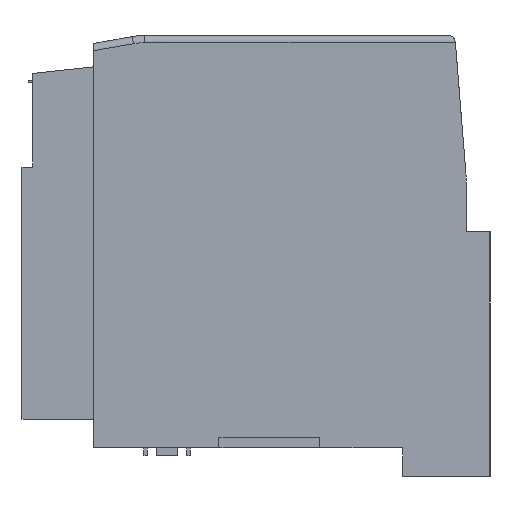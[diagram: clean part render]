
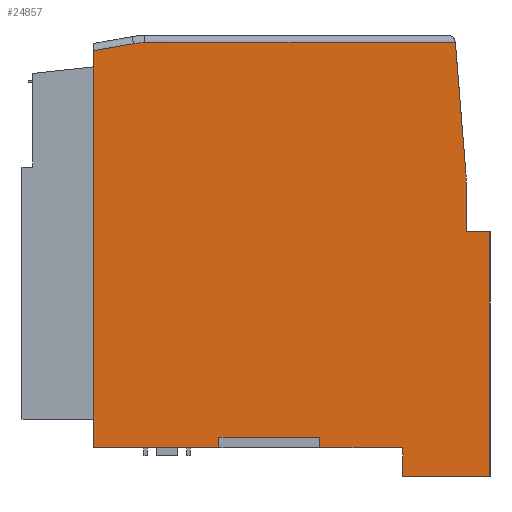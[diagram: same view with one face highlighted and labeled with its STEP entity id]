
A CAD part, left-side view. The second image highlights one B-rep face of the part: STEP entity #24857.
In plain terms, the highlighted planar face has unit normal (-1, 0, 0).
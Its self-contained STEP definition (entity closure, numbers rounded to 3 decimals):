
#102 = CARTESIAN_POINT ( 'NONE',  ( -44.35, -5.95, 36.791 ) ) ;
#245 = DIRECTION ( 'NONE',  ( 0., 1., 0. ) ) ;
#510 = VERTEX_POINT ( 'NONE', #8332 ) ;
#610 = FACE_OUTER_BOUND ( 'NONE', #20886, .T. ) ;
#691 = VERTEX_POINT ( 'NONE', #18156 ) ;
#707 = VECTOR ( 'NONE', #27960, 1000. ) ;
#818 = CARTESIAN_POINT ( 'NONE',  ( -44.35, -5.55, 1.5 ) ) ;
#920 = VECTOR ( 'NONE', #19412, 1000. ) ;
#929 = VERTEX_POINT ( 'NONE', #7594 ) ;
#1213 = CARTESIAN_POINT ( 'NONE',  ( -44.35, 25.95, 57.35 ) ) ;
#1265 = ORIENTED_EDGE ( 'NONE', *, *, #10645, .F. ) ;
#1423 = CARTESIAN_POINT ( 'NONE',  ( -44.35, 8.45, 0. ) ) ;
#1448 = CARTESIAN_POINT ( 'NONE',  ( -44.35, 18.784, 47.35 ) ) ;
#2005 = LINE ( 'NONE', #1213, #19566 ) ;
#2080 = EDGE_CURVE ( 'NONE', #4079, #510, #6844, .T. ) ;
#2087 = LINE ( 'NONE', #15403, #14329 ) ;
#2432 = DIRECTION ( 'NONE',  ( 0., 0., -1. ) ) ;
#2542 = CARTESIAN_POINT ( 'NONE',  ( -44.35, 8.45, 1.5 ) ) ;
#2562 = CIRCLE ( 'NONE', #20498, 9. ) ;
#2633 = CARTESIAN_POINT ( 'NONE',  ( -44.35, -29.25, 30.05 ) ) ;
#2776 = CARTESIAN_POINT ( 'NONE',  ( -44.35, 20.332, 56.216 ) ) ;
#3125 = CARTESIAN_POINT ( 'NONE',  ( -44.35, -25.95, 0. ) ) ;
#3182 = EDGE_CURVE ( 'NONE', #691, #929, #5237, .T. ) ;
#3276 = EDGE_CURVE ( 'NONE', #3593, #4379, #7062, .T. ) ;
#3593 = VERTEX_POINT ( 'NONE', #6910 ) ;
#3774 = DIRECTION ( 'NONE',  ( 0., 0., -1. ) ) ;
#3877 = DIRECTION ( 'NONE',  ( 0., 0., -1. ) ) ;
#4005 = ORIENTED_EDGE ( 'NONE', *, *, #2080, .F. ) ;
#4050 = DIRECTION ( 'NONE',  ( 0., 1., 0. ) ) ;
#4079 = VERTEX_POINT ( 'NONE', #7002 ) ;
#4379 = VERTEX_POINT ( 'NONE', #1423 ) ;
#4828 = ORIENTED_EDGE ( 'NONE', *, *, #17160, .F. ) ;
#5163 = CARTESIAN_POINT ( 'NONE',  ( -44.35, -17.09, -4. ) ) ;
#5237 = LINE ( 'NONE', #3125, #16716 ) ;
#5272 = CARTESIAN_POINT ( 'NONE',  ( -44.35, 8.45, 1.5 ) ) ;
#5414 = EDGE_CURVE ( 'NONE', #16283, #18112, #20664, .T. ) ;
#5613 = DIRECTION ( 'NONE',  ( 0., 1., 0. ) ) ;
#6107 = EDGE_CURVE ( 'NONE', #4079, #22518, #8144, .T. ) ;
#6158 = CARTESIAN_POINT ( 'NONE',  ( -44.35, -29.25, 30.05 ) ) ;
#6501 = CARTESIAN_POINT ( 'NONE',  ( -44.35, 18.784, 56.35 ) ) ;
#6669 = AXIS2_PLACEMENT_3D ( 'NONE', #102, #16144, #2432 ) ;
#6722 = EDGE_CURVE ( 'NONE', #7070, #691, #2087, .T. ) ;
#6844 = LINE ( 'NONE', #14334, #707 ) ;
#6910 = CARTESIAN_POINT ( 'NONE',  ( -44.35, 25.95, 0. ) ) ;
#7002 = CARTESIAN_POINT ( 'NONE',  ( -44.35, -24.431, 56.35 ) ) ;
#7062 = LINE ( 'NONE', #10282, #920 ) ;
#7070 = VERTEX_POINT ( 'NONE', #818 ) ;
#7209 = EDGE_CURVE ( 'NONE', #15961, #3593, #2005, .T. ) ;
#7594 = CARTESIAN_POINT ( 'NONE',  ( -44.35, -17.09, 0. ) ) ;
#7765 = DIRECTION ( 'NONE',  ( 0., -1., 0. ) ) ;
#7843 = VECTOR ( 'NONE', #245, 1000. ) ;
#8144 = LINE ( 'NONE', #19323, #20255 ) ;
#8225 = VECTOR ( 'NONE', #9729, 1000. ) ;
#8301 = ORIENTED_EDGE ( 'NONE', *, *, #8792, .T. ) ;
#8332 = CARTESIAN_POINT ( 'NONE',  ( -44.35, -25.885, 38.406 ) ) ;
#8543 = ORIENTED_EDGE ( 'NONE', *, *, #24882, .F. ) ;
#8591 = EDGE_CURVE ( 'NONE', #12681, #18112, #28325, .T. ) ;
#8772 = ORIENTED_EDGE ( 'NONE', *, *, #3276, .T. ) ;
#8792 = EDGE_CURVE ( 'NONE', #22518, #14996, #2562, .T. ) ;
#8857 = ORIENTED_EDGE ( 'NONE', *, *, #6107, .T. ) ;
#9321 = ORIENTED_EDGE ( 'NONE', *, *, #25154, .F. ) ;
#9658 = CARTESIAN_POINT ( 'NONE',  ( -44.35, -29.25, -4. ) ) ;
#9729 = DIRECTION ( 'NONE',  ( 0., 0., -1. ) ) ;
#10111 = CARTESIAN_POINT ( 'NONE',  ( -44.35, -25.95, 57.35 ) ) ;
#10282 = CARTESIAN_POINT ( 'NONE',  ( -44.35, -25.95, 0. ) ) ;
#10503 = VECTOR ( 'NONE', #17161, 1000. ) ;
#10645 = EDGE_CURVE ( 'NONE', #18204, #11463, #13917, .T. ) ;
#10779 = CIRCLE ( 'NONE', #6669, 20. ) ;
#10792 = ORIENTED_EDGE ( 'NONE', *, *, #21562, .T. ) ;
#10815 = DIRECTION ( 'NONE',  ( 1., 0., 0. ) ) ;
#10845 = AXIS2_PLACEMENT_3D ( 'NONE', #24466, #10815, #26742 ) ;
#10886 = VECTOR ( 'NONE', #27878, 1000. ) ;
#11200 = LINE ( 'NONE', #14889, #10503 ) ;
#11463 = VERTEX_POINT ( 'NONE', #20099 ) ;
#11731 = CARTESIAN_POINT ( 'NONE',  ( -44.35, -17.09, -4. ) ) ;
#11744 = VECTOR ( 'NONE', #21203, 1000. ) ;
#12324 = VERTEX_POINT ( 'NONE', #2542 ) ;
#12412 = DIRECTION ( 'NONE',  ( 0., 0., -1. ) ) ;
#12681 = VERTEX_POINT ( 'NONE', #6158 ) ;
#13016 = PLANE ( 'NONE',  #10845 ) ;
#13906 = VECTOR ( 'NONE', #4050, 1000. ) ;
#13917 = LINE ( 'NONE', #11731, #7843 ) ;
#14329 = VECTOR ( 'NONE', #3877, 1000. ) ;
#14334 = CARTESIAN_POINT ( 'NONE',  ( -44.35, -24.35, 57.35 ) ) ;
#14338 = CARTESIAN_POINT ( 'NONE',  ( -44.35, -29.25, 30.05 ) ) ;
#14889 = CARTESIAN_POINT ( 'NONE',  ( -44.35, -24.773, 64.091 ) ) ;
#14996 = VERTEX_POINT ( 'NONE', #2776 ) ;
#15195 = ORIENTED_EDGE ( 'NONE', *, *, #8591, .T. ) ;
#15403 = CARTESIAN_POINT ( 'NONE',  ( -44.35, -5.55, 1.5 ) ) ;
#15961 = VERTEX_POINT ( 'NONE', #23463 ) ;
#16144 = DIRECTION ( 'NONE',  ( -1., 0., 0. ) ) ;
#16283 = VERTEX_POINT ( 'NONE', #18224 ) ;
#16716 = VECTOR ( 'NONE', #7765, 1000. ) ;
#17160 = EDGE_CURVE ( 'NONE', #12324, #4379, #24322, .T. ) ;
#17161 = DIRECTION ( 'NONE',  ( 0., 0.985, -0.172 ) ) ;
#17347 = ORIENTED_EDGE ( 'NONE', *, *, #7209, .T. ) ;
#17467 = DIRECTION ( 'NONE',  ( -1., 0., 0. ) ) ;
#18112 = VERTEX_POINT ( 'NONE', #25607 ) ;
#18156 = CARTESIAN_POINT ( 'NONE',  ( -44.35, -5.55, 0. ) ) ;
#18204 = VERTEX_POINT ( 'NONE', #9658 ) ;
#18219 = EDGE_CURVE ( 'NONE', #11463, #929, #23856, .T. ) ;
#18224 = CARTESIAN_POINT ( 'NONE',  ( -44.35, -25.95, 36.791 ) ) ;
#18987 = VECTOR ( 'NONE', #23584, 1000. ) ;
#19323 = CARTESIAN_POINT ( 'NONE',  ( -44.35, -25.95, 56.35 ) ) ;
#19412 = DIRECTION ( 'NONE',  ( 0., -1., 0. ) ) ;
#19566 = VECTOR ( 'NONE', #19645, 1000. ) ;
#19645 = DIRECTION ( 'NONE',  ( 0., 0., -1. ) ) ;
#20099 = CARTESIAN_POINT ( 'NONE',  ( -44.35, -17.09, -4. ) ) ;
#20255 = VECTOR ( 'NONE', #5613, 1000. ) ;
#20339 = LINE ( 'NONE', #2633, #8225 ) ;
#20498 = AXIS2_PLACEMENT_3D ( 'NONE', #1448, #17467, #3774 ) ;
#20664 = LINE ( 'NONE', #10111, #26005 ) ;
#20886 = EDGE_LOOP ( 'NONE', ( #4005, #8857, #8301, #26331, #17347, #8772, #4828, #8543, #27412, #23574, #28959, #1265, #9321, #15195, #25965, #10792 ) ) ;
#21203 = DIRECTION ( 'NONE',  ( 0., 0., 1. ) ) ;
#21562 = EDGE_CURVE ( 'NONE', #16283, #510, #10779, .T. ) ;
#22518 = VERTEX_POINT ( 'NONE', #6501 ) ;
#23463 = CARTESIAN_POINT ( 'NONE',  ( -44.35, 25.95, 55.235 ) ) ;
#23574 = ORIENTED_EDGE ( 'NONE', *, *, #3182, .T. ) ;
#23584 = DIRECTION ( 'NONE',  ( 0., 0., -1. ) ) ;
#23856 = LINE ( 'NONE', #5163, #11744 ) ;
#24322 = LINE ( 'NONE', #5272, #18987 ) ;
#24466 = CARTESIAN_POINT ( 'NONE',  ( -44.35, -25.95, 57.35 ) ) ;
#24857 = ADVANCED_FACE ( 'NONE', ( #610 ), #13016, .F. ) ;
#24882 = EDGE_CURVE ( 'NONE', #7070, #12324, #26022, .T. ) ;
#25154 = EDGE_CURVE ( 'NONE', #12681, #18204, #20339, .T. ) ;
#25607 = CARTESIAN_POINT ( 'NONE',  ( -44.35, -25.95, 30.05 ) ) ;
#25965 = ORIENTED_EDGE ( 'NONE', *, *, #5414, .F. ) ;
#26005 = VECTOR ( 'NONE', #12412, 1000. ) ;
#26022 = LINE ( 'NONE', #29108, #13906 ) ;
#26331 = ORIENTED_EDGE ( 'NONE', *, *, #26857, .T. ) ;
#26742 = DIRECTION ( 'NONE',  ( 0., 0., -1. ) ) ;
#26857 = EDGE_CURVE ( 'NONE', #14996, #15961, #11200, .T. ) ;
#27412 = ORIENTED_EDGE ( 'NONE', *, *, #6722, .T. ) ;
#27878 = DIRECTION ( 'NONE',  ( 0., 1., 0. ) ) ;
#27960 = DIRECTION ( 'NONE',  ( 0., -0.081, -0.997 ) ) ;
#28325 = LINE ( 'NONE', #14338, #10886 ) ;
#28959 = ORIENTED_EDGE ( 'NONE', *, *, #18219, .F. ) ;
#29108 = CARTESIAN_POINT ( 'NONE',  ( -44.35, 0., 1.5 ) ) ;
